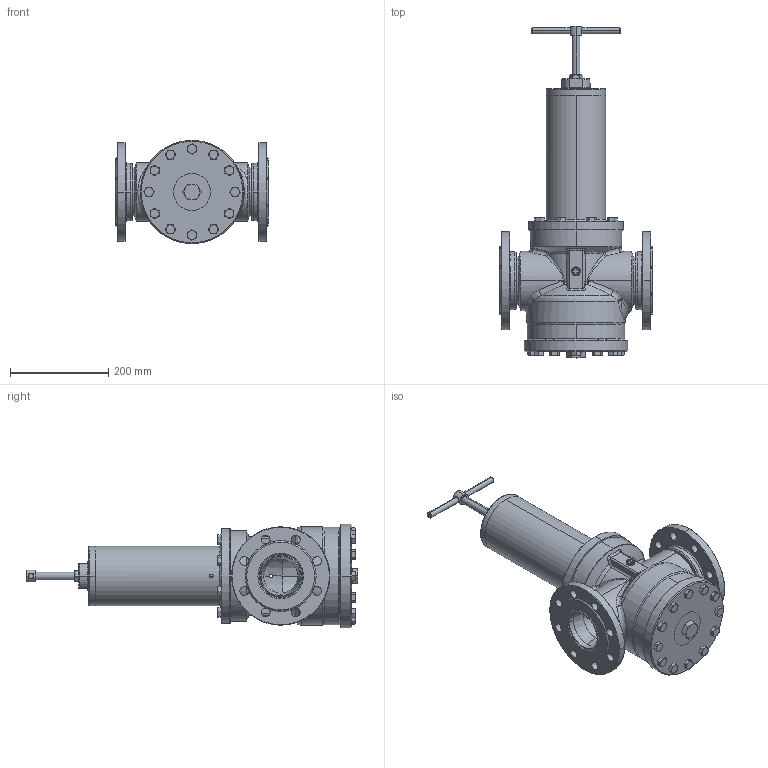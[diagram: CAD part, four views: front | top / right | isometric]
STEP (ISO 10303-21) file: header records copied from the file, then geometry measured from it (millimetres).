
FILE_DESCRIPTION (( 'STEP AP203' ), '1' );
FILE_NAME ('Typ_71-BG_IV-D080.STEP', '2021-03-11T09:05:56', ( '' ), ( '' ), 'SwSTEP 2.0', 'SolidWorks 2016', '' );
FILE_SCHEMA (( 'CONFIG_CONTROL_DESIGN' ));
Length unit declared in the file: millimetre
Products named in the file (1): Typ_71-BG_IV-D080
Bounding box: 310 x 674.4 x 210 mm (x, y, z)
Volume: 5732435.6 mm3; surface area: 989760.3 mm2
Topology: 33 solids, 33 shells, 1153 faces, 2757 edges, 1676 vertices
Faces by surface type: cone 414, cylinder 306, plane 288, bspline 145
Entity records: 45581 total; most frequent: CARTESIAN_POINT 19640, ORIENTED_EDGE 5422, DIRECTION 5393, EDGE_CURVE 2711, AXIS2_PLACEMENT_3D 2252, VERTEX_POINT 1676, EDGE_LOOP 1309, CIRCLE 1243
